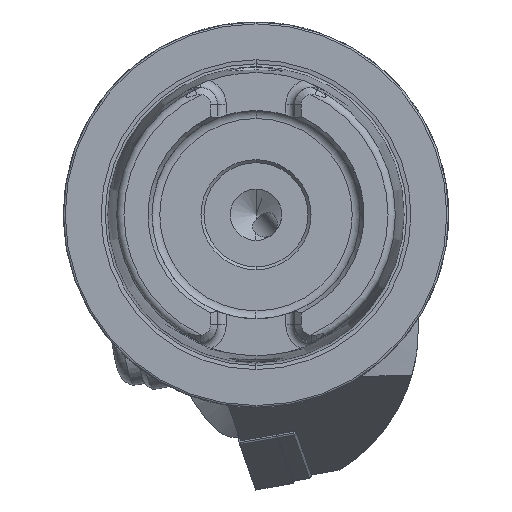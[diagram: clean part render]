
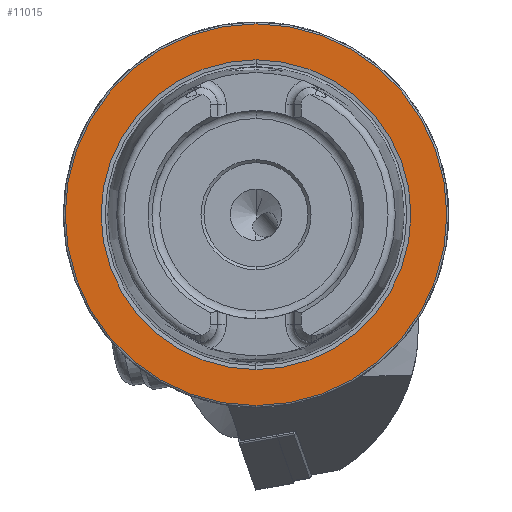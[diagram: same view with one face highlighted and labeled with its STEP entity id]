
A CAD part, left-side view. The second image highlights one B-rep face of the part: STEP entity #11015.
In plain terms, the highlighted planar face has unit normal (-1, 0, 0).
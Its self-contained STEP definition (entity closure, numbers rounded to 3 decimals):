
#390 = AXIS2_PLACEMENT_3D ( 'NONE', #6457, #5160, #2442 ) ;
#583 = VERTEX_POINT ( 'NONE', #3755 ) ;
#984 = VERTEX_POINT ( 'NONE', #6296 ) ;
#1169 = VERTEX_POINT ( 'NONE', #4248 ) ;
#1478 = EDGE_CURVE ( 'NONE', #984, #9818, #8230, .T. ) ;
#1760 = DIRECTION ( 'NONE',  ( 0., 0., -1. ) ) ;
#1798 = AXIS2_PLACEMENT_3D ( 'NONE', #15165, #8550, #1760 ) ;
#2124 = ORIENTED_EDGE ( 'NONE', *, *, #1478, .T. ) ;
#2200 = DIRECTION ( 'NONE',  ( -1., 0., 0. ) ) ;
#2389 = CARTESIAN_POINT ( 'NONE',  ( 0., 0., -31.2 ) ) ;
#2391 = EDGE_LOOP ( 'NONE', ( #4849, #10096 ) ) ;
#2442 = DIRECTION ( 'NONE',  ( 0., 0., 1. ) ) ;
#2595 = EDGE_CURVE ( 'NONE', #583, #1169, #8782, .T. ) ;
#3755 = CARTESIAN_POINT ( 'NONE',  ( 0., 0., 25.324 ) ) ;
#4248 = CARTESIAN_POINT ( 'NONE',  ( 0., 0., -25.324 ) ) ;
#4450 = ORIENTED_EDGE ( 'NONE', *, *, #7769, .T. ) ;
#4646 = CARTESIAN_POINT ( 'NONE',  ( 0., 0., 0. ) ) ;
#4708 = DIRECTION ( 'NONE',  ( 0., 0., 1. ) ) ;
#4849 = ORIENTED_EDGE ( 'NONE', *, *, #2595, .F. ) ;
#4885 = AXIS2_PLACEMENT_3D ( 'NONE', #10966, #15137, #9627 ) ;
#5160 = DIRECTION ( 'NONE',  ( -1., 0., 0. ) ) ;
#5602 = EDGE_CURVE ( 'NONE', #1169, #583, #14317, .T. ) ;
#6296 = CARTESIAN_POINT ( 'NONE',  ( 0., 0., 31.2 ) ) ;
#6457 = CARTESIAN_POINT ( 'NONE',  ( 0., 0., 0. ) ) ;
#7226 = AXIS2_PLACEMENT_3D ( 'NONE', #10153, #2200, #12845 ) ;
#7769 = EDGE_CURVE ( 'NONE', #9818, #984, #12004, .T. ) ;
#8230 = CIRCLE ( 'NONE', #390, 31.2 ) ;
#8550 = DIRECTION ( 'NONE',  ( 1., 0., 0. ) ) ;
#8782 = CIRCLE ( 'NONE', #16277, 25.324 ) ;
#9465 = FACE_OUTER_BOUND ( 'NONE', #10807, .T. ) ;
#9627 = DIRECTION ( 'NONE',  ( 0., 0., 1. ) ) ;
#9818 = VERTEX_POINT ( 'NONE', #2389 ) ;
#10096 = ORIENTED_EDGE ( 'NONE', *, *, #5602, .F. ) ;
#10153 = CARTESIAN_POINT ( 'NONE',  ( 0., 0., 0. ) ) ;
#10807 = EDGE_LOOP ( 'NONE', ( #2124, #4450 ) ) ;
#10966 = CARTESIAN_POINT ( 'NONE',  ( 0., 0., 0. ) ) ;
#11015 = ADVANCED_FACE ( 'NONE', ( #12947, #9465 ), #14997, .F. ) ;
#12004 = CIRCLE ( 'NONE', #4885, 31.2 ) ;
#12845 = DIRECTION ( 'NONE',  ( 0., 0., 1. ) ) ;
#12947 = FACE_BOUND ( 'NONE', #2391, .T. ) ;
#13924 = DIRECTION ( 'NONE',  ( -1., 0., 0. ) ) ;
#14317 = CIRCLE ( 'NONE', #7226, 25.324 ) ;
#14997 = PLANE ( 'NONE',  #1798 ) ;
#15137 = DIRECTION ( 'NONE',  ( -1., 0., 0. ) ) ;
#15165 = CARTESIAN_POINT ( 'NONE',  ( 0., 31.2, 0. ) ) ;
#16277 = AXIS2_PLACEMENT_3D ( 'NONE', #4646, #13924, #4708 ) ;
